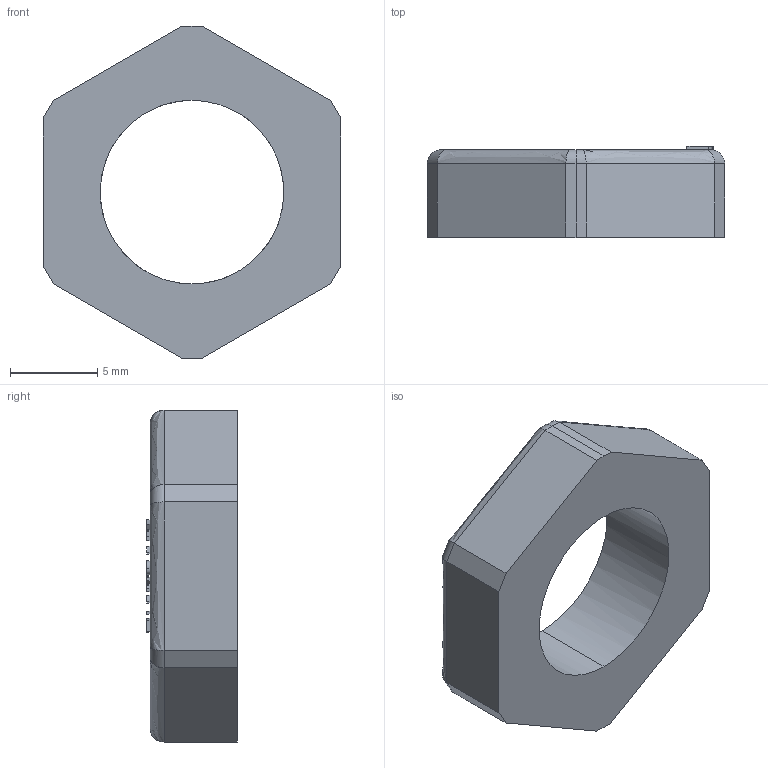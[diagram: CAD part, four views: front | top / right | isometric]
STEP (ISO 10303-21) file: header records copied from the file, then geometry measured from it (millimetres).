
FILE_DESCRIPTION(/* description */ (''),/* implementation_level */ '2;1');
FILE_NAME(/* name */ '2048906',/* time_stamp */ '2015-12-02T14:01:20+01:00',/* author */ (''),/* organization */ (''),/* preprocessor_version */ 'ST-DEVELOPER v15',/* originating_system */ '',/* authorisation */ '');
FILE_SCHEMA (('CONFIG_CONTROL_DESIGN'));
Length unit declared in the file: millimetre
Products named in the file (1): Document
Bounding box: 17 x 5.2 x 18.98 mm (x, y, z)
Volume: 805.5 mm3; surface area: 766.4 mm2
Topology: 1 solids, 1 shells, 118 faces, 315 edges, 205 vertices
Faces by surface type: plane 68, bspline 50
Entity records: 5431 total; most frequent: CARTESIAN_POINT 3300, ORIENTED_EDGE 630, EDGE_CURVE 315, B_SPLINE_CURVE_WITH_KNOTS 287, VERTEX_POINT 205, EDGE_LOOP 126, ADVANCED_FACE 118, FACE_OUTER_BOUND 118
